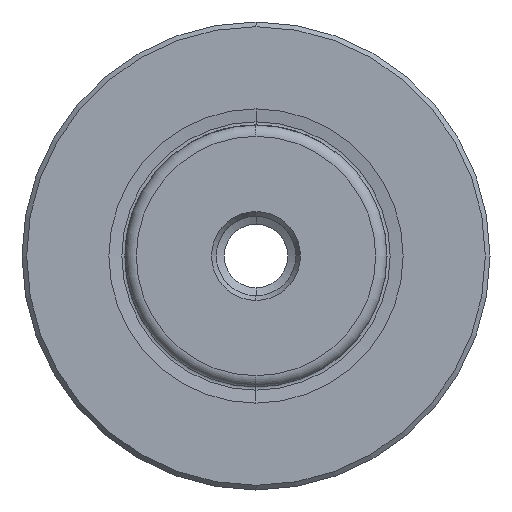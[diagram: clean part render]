
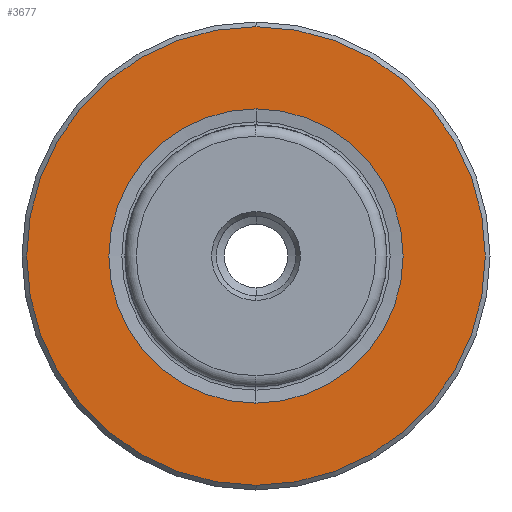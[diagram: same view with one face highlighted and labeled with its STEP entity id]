
A CAD part, left-side view. The second image highlights one B-rep face of the part: STEP entity #3677.
In plain terms, the highlighted planar face has unit normal (-1, 0, 0).
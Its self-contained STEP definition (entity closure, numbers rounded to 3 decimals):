
#447 = VERTEX_POINT ( 'NONE', #683 ) ;
#683 = CARTESIAN_POINT ( 'NONE',  ( 0., 0., -24.5 ) ) ;
#879 = CIRCLE ( 'NONE', #2959, 15.715 ) ;
#909 = VERTEX_POINT ( 'NONE', #2393 ) ;
#930 = CIRCLE ( 'NONE', #2911, 24.5 ) ;
#966 = FACE_OUTER_BOUND ( 'NONE', #2161, .T. ) ;
#1028 = EDGE_CURVE ( 'NONE', #909, #2500, #879, .T. ) ;
#1041 = EDGE_CURVE ( 'NONE', #1716, #447, #930, .T. ) ;
#1077 = FACE_BOUND ( 'NONE', #2044, .T. ) ;
#1094 = AXIS2_PLACEMENT_3D ( 'NONE', #3273, #3182, #3179 ) ;
#1505 = EDGE_CURVE ( 'NONE', #447, #1716, #3536, .T. ) ;
#1513 = EDGE_CURVE ( 'NONE', #2500, #909, #3539, .T. ) ;
#1716 = VERTEX_POINT ( 'NONE', #2663 ) ;
#2044 = EDGE_LOOP ( 'NONE', ( #2130, #2098 ) ) ;
#2091 = ORIENTED_EDGE ( 'NONE', *, *, #1041, .T. ) ;
#2095 = ORIENTED_EDGE ( 'NONE', *, *, #1505, .T. ) ;
#2098 = ORIENTED_EDGE ( 'NONE', *, *, #1028, .F. ) ;
#2130 = ORIENTED_EDGE ( 'NONE', *, *, #1513, .F. ) ;
#2161 = EDGE_LOOP ( 'NONE', ( #2095, #2091 ) ) ;
#2393 = CARTESIAN_POINT ( 'NONE',  ( 0., 0., -15.715 ) ) ;
#2500 = VERTEX_POINT ( 'NONE', #3675 ) ;
#2521 = AXIS2_PLACEMENT_3D ( 'NONE', #3096, #3090, #3088 ) ;
#2523 = AXIS2_PLACEMENT_3D ( 'NONE', #3077, #3070, #3066 ) ;
#2663 = CARTESIAN_POINT ( 'NONE',  ( 0., 0., 24.5 ) ) ;
#2911 = AXIS2_PLACEMENT_3D ( 'NONE', #3506, #3512, #3520 ) ;
#2959 = AXIS2_PLACEMENT_3D ( 'NONE', #3411, #3425, #3438 ) ;
#3066 = DIRECTION ( 'NONE',  ( 0., 0., 1. ) ) ;
#3070 = DIRECTION ( 'NONE',  ( -1., 0., 0. ) ) ;
#3077 = CARTESIAN_POINT ( 'NONE',  ( 0., 0., 0. ) ) ;
#3088 = DIRECTION ( 'NONE',  ( 0., 0., 1. ) ) ;
#3090 = DIRECTION ( 'NONE',  ( -1., 0., 0. ) ) ;
#3096 = CARTESIAN_POINT ( 'NONE',  ( 0., 0., 0. ) ) ;
#3179 = DIRECTION ( 'NONE',  ( 0., 0., -1. ) ) ;
#3182 = DIRECTION ( 'NONE',  ( 1., 0., 0. ) ) ;
#3212 = PLANE ( 'NONE',  #1094 ) ;
#3273 = CARTESIAN_POINT ( 'NONE',  ( 0., 15.715, 0. ) ) ;
#3411 = CARTESIAN_POINT ( 'NONE',  ( 0., 0., 0. ) ) ;
#3425 = DIRECTION ( 'NONE',  ( -1., 0., 0. ) ) ;
#3438 = DIRECTION ( 'NONE',  ( 0., 0., 1. ) ) ;
#3506 = CARTESIAN_POINT ( 'NONE',  ( 0., 0., 0. ) ) ;
#3512 = DIRECTION ( 'NONE',  ( -1., 0., 0. ) ) ;
#3520 = DIRECTION ( 'NONE',  ( 0., 0., 1. ) ) ;
#3536 = CIRCLE ( 'NONE', #2521, 24.5 ) ;
#3539 = CIRCLE ( 'NONE', #2523, 15.715 ) ;
#3675 = CARTESIAN_POINT ( 'NONE',  ( 0., 0., 15.715 ) ) ;
#3677 = ADVANCED_FACE ( 'NONE', ( #1077, #966 ), #3212, .F. ) ;
